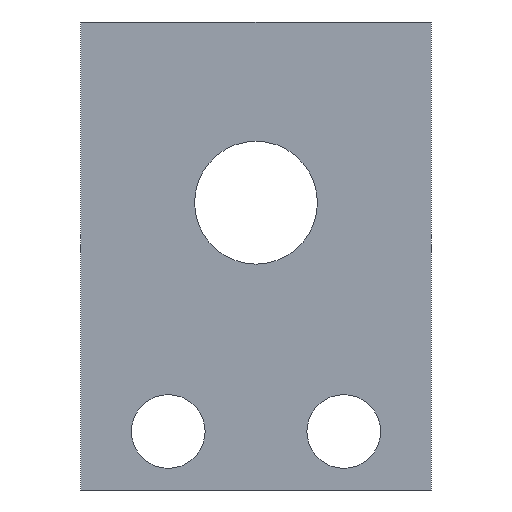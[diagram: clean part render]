
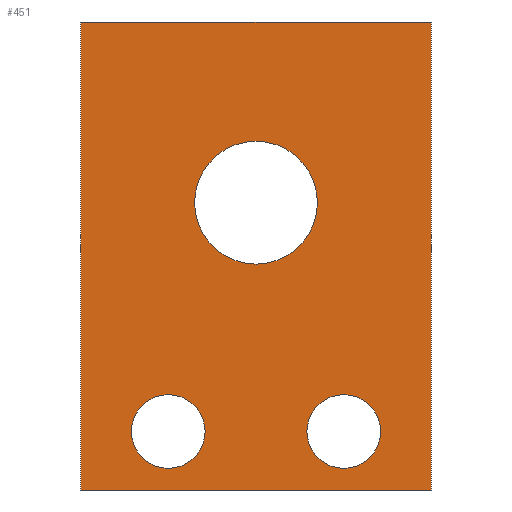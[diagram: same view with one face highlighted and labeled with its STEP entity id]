
A CAD part, front view. The second image highlights one B-rep face of the part: STEP entity #451.
In plain terms, the highlighted planar face has unit normal (0, -1, 0).
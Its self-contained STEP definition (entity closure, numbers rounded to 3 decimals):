
#1 = DIRECTION ( 'NONE',  ( 0., 0., 1. ) ) ;
#8 = EDGE_LOOP ( 'NONE', ( #407, #235 ) ) ;
#11 = CIRCLE ( 'NONE', #331, 5.25 ) ;
#18 = ORIENTED_EDGE ( 'NONE', *, *, #251, .T. ) ;
#19 = CIRCLE ( 'NONE', #141, 3.15 ) ;
#20 = CARTESIAN_POINT ( 'NONE',  ( 15., 0., -24.558 ) ) ;
#22 = PLANE ( 'NONE',  #136 ) ;
#26 = AXIS2_PLACEMENT_3D ( 'NONE', #230, #379, #202 ) ;
#31 = CARTESIAN_POINT ( 'NONE',  ( 7.5, 0., -19.558 ) ) ;
#38 = DIRECTION ( 'NONE',  ( 0., 1., 0. ) ) ;
#43 = CARTESIAN_POINT ( 'NONE',  ( 0., 0., 5.25 ) ) ;
#50 = VERTEX_POINT ( 'NONE', #126 ) ;
#58 = DIRECTION ( 'NONE',  ( 0., 1., 0. ) ) ;
#66 = CARTESIAN_POINT ( 'NONE',  ( 15., 0., 15.442 ) ) ;
#73 = CARTESIAN_POINT ( 'NONE',  ( -15., 0., 15.442 ) ) ;
#81 = EDGE_CURVE ( 'NONE', #119, #187, #195, .T. ) ;
#89 = FACE_OUTER_BOUND ( 'NONE', #203, .T. ) ;
#98 = FACE_BOUND ( 'NONE', #179, .T. ) ;
#111 = CARTESIAN_POINT ( 'NONE',  ( -7.5, 0., -22.708 ) ) ;
#119 = VERTEX_POINT ( 'NONE', #73 ) ;
#120 = DIRECTION ( 'NONE',  ( 0., 0., 1. ) ) ;
#125 = CARTESIAN_POINT ( 'NONE',  ( 0., 0., 0. ) ) ;
#126 = CARTESIAN_POINT ( 'NONE',  ( -7.5, 0., -16.408 ) ) ;
#134 = EDGE_CURVE ( 'NONE', #158, #296, #261, .T. ) ;
#136 = AXIS2_PLACEMENT_3D ( 'NONE', #125, #443, #341 ) ;
#141 = AXIS2_PLACEMENT_3D ( 'NONE', #250, #38, #214 ) ;
#158 = VERTEX_POINT ( 'NONE', #166 ) ;
#159 = ORIENTED_EDGE ( 'NONE', *, *, #164, .T. ) ;
#161 = EDGE_LOOP ( 'NONE', ( #364, #18 ) ) ;
#162 = CIRCLE ( 'NONE', #194, 5.25 ) ;
#164 = EDGE_CURVE ( 'NONE', #191, #50, #19, .T. ) ;
#166 = CARTESIAN_POINT ( 'NONE',  ( 7.5, 0., -16.408 ) ) ;
#167 = AXIS2_PLACEMENT_3D ( 'NONE', #31, #282, #1 ) ;
#171 = CARTESIAN_POINT ( 'NONE',  ( -15., 0., 15.442 ) ) ;
#178 = DIRECTION ( 'NONE',  ( 0., 1., 0. ) ) ;
#179 = EDGE_LOOP ( 'NONE', ( #260, #159 ) ) ;
#181 = DIRECTION ( 'NONE',  ( 0., 1., 0. ) ) ;
#187 = VERTEX_POINT ( 'NONE', #66 ) ;
#191 = VERTEX_POINT ( 'NONE', #111 ) ;
#194 = AXIS2_PLACEMENT_3D ( 'NONE', #257, #181, #262 ) ;
#195 = LINE ( 'NONE', #171, #383 ) ;
#202 = DIRECTION ( 'NONE',  ( 0., 0., 1. ) ) ;
#203 = EDGE_LOOP ( 'NONE', ( #444, #454, #308, #401 ) ) ;
#214 = DIRECTION ( 'NONE',  ( 0., 0., 1. ) ) ;
#217 = DIRECTION ( 'NONE',  ( 0., 0., 1. ) ) ;
#221 = CARTESIAN_POINT ( 'NONE',  ( -15., 0., -24.558 ) ) ;
#222 = CIRCLE ( 'NONE', #26, 3.15 ) ;
#230 = CARTESIAN_POINT ( 'NONE',  ( 7.5, 0., -19.558 ) ) ;
#235 = ORIENTED_EDGE ( 'NONE', *, *, #428, .T. ) ;
#241 = EDGE_CURVE ( 'NONE', #50, #191, #369, .T. ) ;
#250 = CARTESIAN_POINT ( 'NONE',  ( -7.5, 0., -19.558 ) ) ;
#251 = EDGE_CURVE ( 'NONE', #371, #271, #162, .T. ) ;
#257 = CARTESIAN_POINT ( 'NONE',  ( 0., 0., 0. ) ) ;
#260 = ORIENTED_EDGE ( 'NONE', *, *, #241, .T. ) ;
#261 = CIRCLE ( 'NONE', #167, 3.15 ) ;
#262 = DIRECTION ( 'NONE',  ( 0., 0., 1. ) ) ;
#271 = VERTEX_POINT ( 'NONE', #290 ) ;
#272 = LINE ( 'NONE', #411, #396 ) ;
#278 = VERTEX_POINT ( 'NONE', #221 ) ;
#282 = DIRECTION ( 'NONE',  ( 0., 1., 0. ) ) ;
#290 = CARTESIAN_POINT ( 'NONE',  ( 0., 0., -5.25 ) ) ;
#296 = VERTEX_POINT ( 'NONE', #328 ) ;
#308 = ORIENTED_EDGE ( 'NONE', *, *, #442, .F. ) ;
#320 = EDGE_CURVE ( 'NONE', #278, #119, #394, .T. ) ;
#328 = CARTESIAN_POINT ( 'NONE',  ( 7.5, 0., -22.708 ) ) ;
#331 = AXIS2_PLACEMENT_3D ( 'NONE', #408, #58, #374 ) ;
#333 = EDGE_CURVE ( 'NONE', #440, #278, #400, .T. ) ;
#337 = CARTESIAN_POINT ( 'NONE',  ( -15., 0., -24.558 ) ) ;
#341 = DIRECTION ( 'NONE',  ( 0., 0., 1. ) ) ;
#343 = FACE_BOUND ( 'NONE', #161, .T. ) ;
#363 = DIRECTION ( 'NONE',  ( -1., 0., 0. ) ) ;
#364 = ORIENTED_EDGE ( 'NONE', *, *, #436, .T. ) ;
#369 = CIRCLE ( 'NONE', #395, 3.15 ) ;
#371 = VERTEX_POINT ( 'NONE', #43 ) ;
#374 = DIRECTION ( 'NONE',  ( 0., 0., 1. ) ) ;
#379 = DIRECTION ( 'NONE',  ( 0., 1., 0. ) ) ;
#381 = FACE_BOUND ( 'NONE', #8, .T. ) ;
#383 = VECTOR ( 'NONE', #422, 1000. ) ;
#394 = LINE ( 'NONE', #405, #426 ) ;
#395 = AXIS2_PLACEMENT_3D ( 'NONE', #439, #178, #120 ) ;
#396 = VECTOR ( 'NONE', #416, 1000. ) ;
#400 = LINE ( 'NONE', #337, #455 ) ;
#401 = ORIENTED_EDGE ( 'NONE', *, *, #81, .F. ) ;
#405 = CARTESIAN_POINT ( 'NONE',  ( -15., 0., -24.558 ) ) ;
#407 = ORIENTED_EDGE ( 'NONE', *, *, #134, .T. ) ;
#408 = CARTESIAN_POINT ( 'NONE',  ( 0., 0., 0. ) ) ;
#411 = CARTESIAN_POINT ( 'NONE',  ( 15., 0., -24.558 ) ) ;
#416 = DIRECTION ( 'NONE',  ( 0., 0., -1. ) ) ;
#422 = DIRECTION ( 'NONE',  ( 1., 0., 0. ) ) ;
#426 = VECTOR ( 'NONE', #217, 1000. ) ;
#428 = EDGE_CURVE ( 'NONE', #296, #158, #222, .T. ) ;
#436 = EDGE_CURVE ( 'NONE', #271, #371, #11, .T. ) ;
#439 = CARTESIAN_POINT ( 'NONE',  ( -7.5, 0., -19.558 ) ) ;
#440 = VERTEX_POINT ( 'NONE', #20 ) ;
#442 = EDGE_CURVE ( 'NONE', #187, #440, #272, .T. ) ;
#443 = DIRECTION ( 'NONE',  ( 0., 1., 0. ) ) ;
#444 = ORIENTED_EDGE ( 'NONE', *, *, #320, .F. ) ;
#451 = ADVANCED_FACE ( 'NONE', ( #98, #381, #89, #343 ), #22, .F. ) ;
#454 = ORIENTED_EDGE ( 'NONE', *, *, #333, .F. ) ;
#455 = VECTOR ( 'NONE', #363, 1000. ) ;
